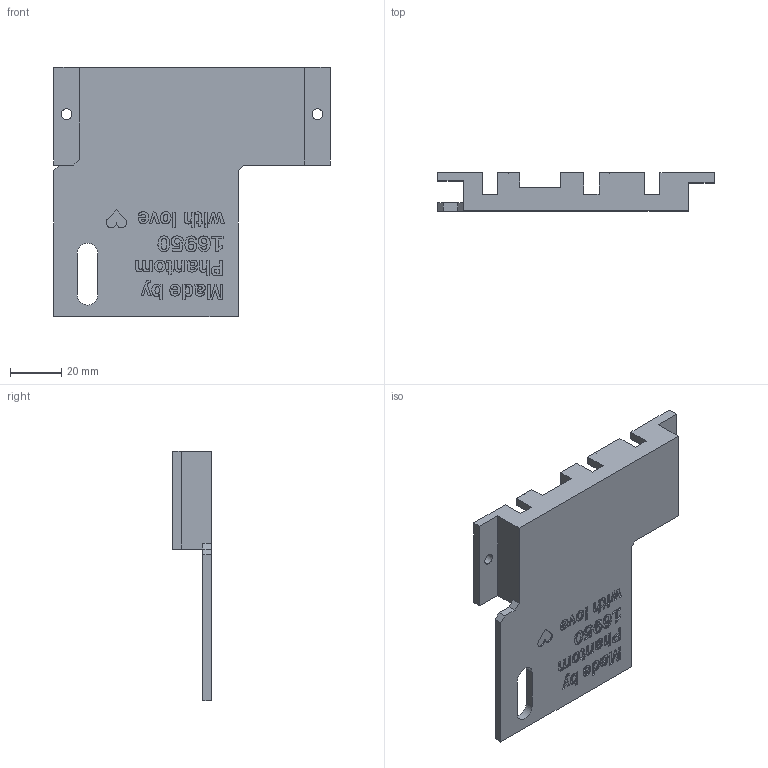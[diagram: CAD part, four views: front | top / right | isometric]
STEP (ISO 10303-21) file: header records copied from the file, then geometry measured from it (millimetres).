
FILE_DESCRIPTION(/* description */ (''),/* implementation_level */ '2;1');
FILE_NAME(/* name */ '',/* time_stamp */ '2025-11-28T20:02:44+03:00',/* author */ ('Phantom'),/* organization */ (''),/* preprocessor_version */ 'ST-DEVELOPER v20.1',/* originating_system */ 'Autodesk Inventor 2026',/* authorisation */ '');
FILE_SCHEMA (('AUTOMOTIVE_DESIGN { 1 0 10303 214 3 1 1 }'));
Length unit declared in the file: millimetre
Products named in the file (1): 16950 2.4часть
Bounding box: 107.65 x 14.92 x 97 mm (x, y, z)
Volume: 47172.5 mm3; surface area: 23063.5 mm2
Topology: 1 solids, 1 shells, 423 faces, 1148 edges, 778 vertices
Faces by surface type: plane 266, bspline 151, cylinder 6
Full cylindrical faces by diameter (mm): 4.2 x2
Entity records: 13907 total; most frequent: CARTESIAN_POINT 4174, ORIENTED_EDGE 2290, DIRECTION 1399, EDGE_CURVE 1145, LINE 829, VECTOR 829, VERTEX_POINT 764, EDGE_LOOP 473
